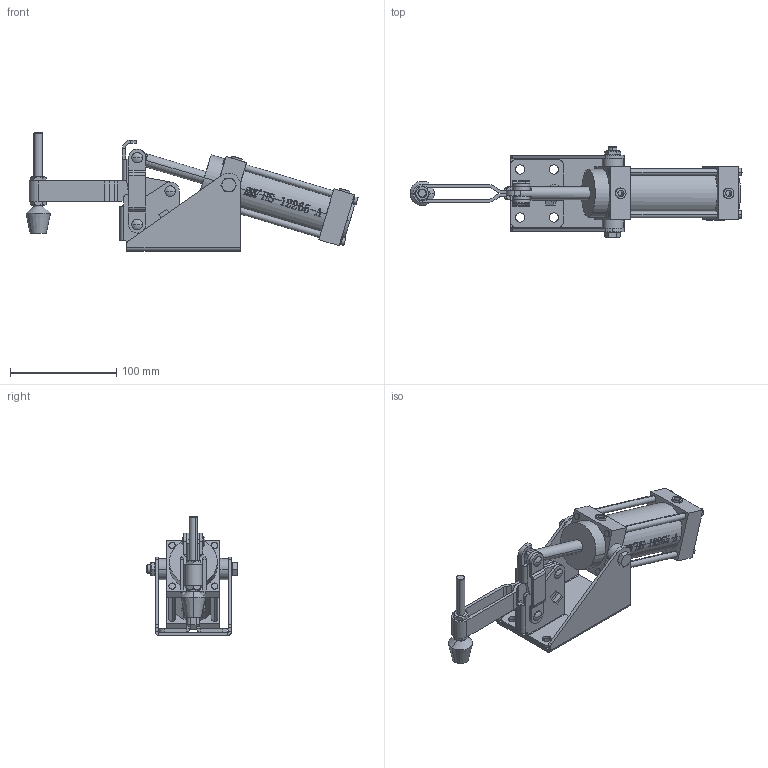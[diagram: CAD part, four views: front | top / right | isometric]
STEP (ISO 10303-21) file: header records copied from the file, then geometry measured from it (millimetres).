
FILE_DESCRIPTION (( 'STEP AP203' ), '1' );
FILE_NAME ('HS-12265-A 装配体.STEP', '2018-12-07T08:44:50', ( 'PCOS' ), ( '微软中国' ), 'SwSTEP 2.0', 'SolidWorks 2012', '' );
FILE_SCHEMA (( 'CONFIG_CONTROL_DESIGN' ));
Length unit declared in the file: millimetre
Products named in the file (14): HS-12265-A 蚾饜极; 种杶; hex thin nuts-grades ab-chamfered gb_GB_FASTENER_NUT_STNAB M8-N; hexagon head bolts-full thread gb_GB_FASTENER_BOLT_STBAB A M8X80-N; 酗种; 蚐詰; 揤輸; 揤參; 蟀裝2; 蟀裝; 活塞杆; 楊擘菁釱; 傻种; 菁殤
Assembly tree (20 placements, depth 2):
  HS-12265-A 蚾饜极
    菁殤
    傻种  x2
    楊擘菁釱
    活塞杆
    蟀裝
    蟀裝2  x2
    揤參
    揤輸
    蚐詰
    酗种  x2
    hexagon head bolts-full thread gb_GB_FASTENER_BOLT_STBAB A M8X80-N  x2
    hex thin nuts-grades ab-chamfered gb_GB_FASTENER_NUT_STNAB M8-N  x3
    种杶  x2
Bounding box: 312.61 x 85.45 x 111.65 mm (x, y, z)
Volume: 407703.2 mm3; surface area: 132845.6 mm2
Topology: 20 solids, 20 shells, 973 faces, 2464 edges, 1579 vertices
Faces by surface type: plane 469, cylinder 287, bspline 151, cone 48, sphere 16, torus 2
Entity records: 33777 total; most frequent: CARTESIAN_POINT 12417, ORIENTED_EDGE 4336, DIRECTION 3670, EDGE_CURVE 2168, VERTEX_POINT 1399, AXIS2_PLACEMENT_3D 1246, LINE 1178, VECTOR 1178
